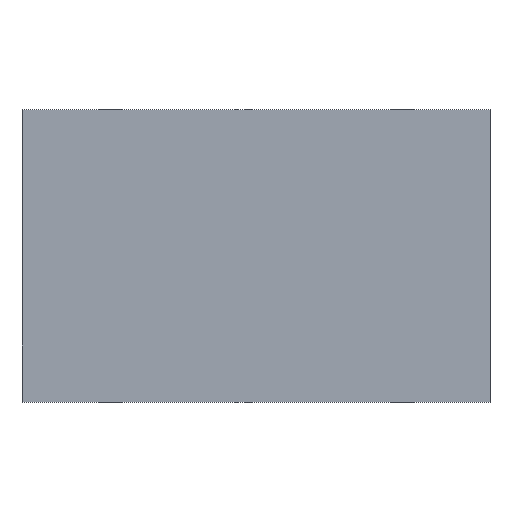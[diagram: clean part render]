
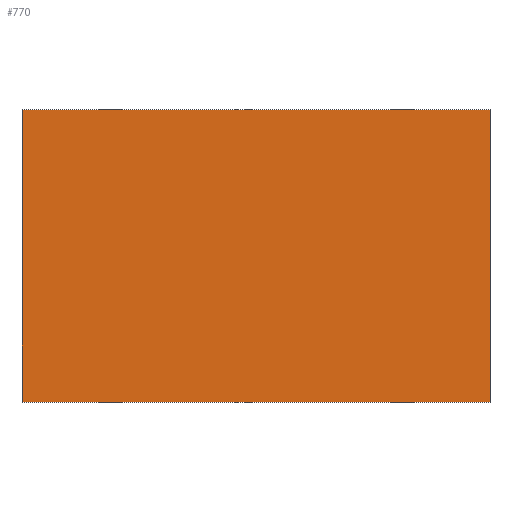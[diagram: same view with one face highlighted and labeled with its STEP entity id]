
A CAD part, top view. The second image highlights one B-rep face of the part: STEP entity #770.
In plain terms, the highlighted planar face has unit normal (0, 0, 1).
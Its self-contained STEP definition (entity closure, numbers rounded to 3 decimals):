
#640=CARTESIAN_POINT('',(-20.32,-12.7,12.3));
#641=VERTEX_POINT('',#640);
#642=CARTESIAN_POINT('',(-20.32,12.7,12.3));
#643=VERTEX_POINT('',#642);
#644=CARTESIAN_POINT('',(-20.32,-12.7,12.3));
#645=DIRECTION('',(0.0,1.0,0.0));
#646=VECTOR('',#645,25.4);
#647=LINE('',#644,#646);
#648=EDGE_CURVE('',#641,#643,#647,.T.);
#680=CARTESIAN_POINT('',(20.32,12.7,12.3));
#681=VERTEX_POINT('',#680);
#682=CARTESIAN_POINT('',(-20.32,12.7,12.3));
#683=DIRECTION('',(1.0,0.0,0.0));
#684=VECTOR('',#683,40.64);
#685=LINE('',#682,#684);
#686=EDGE_CURVE('',#643,#681,#685,.T.);
#711=CARTESIAN_POINT('',(20.32,-12.7,12.3));
#712=VERTEX_POINT('',#711);
#713=CARTESIAN_POINT('',(20.32,12.7,12.3));
#714=DIRECTION('',(0.0,-1.0,0.0));
#715=VECTOR('',#714,25.4);
#716=LINE('',#713,#715);
#717=EDGE_CURVE('',#681,#712,#716,.T.);
#742=CARTESIAN_POINT('',(20.32,-12.7,12.3));
#743=DIRECTION('',(-1.0,0.0,0.0));
#744=VECTOR('',#743,40.64);
#745=LINE('',#742,#744);
#746=EDGE_CURVE('',#712,#641,#745,.T.);
#759=CARTESIAN_POINT('',(0.,0.,12.3));
#760=DIRECTION('',(0.0,0.0,1.0));
#761=DIRECTION('',(-1.0,0.0,0.0));
#762=AXIS2_PLACEMENT_3D('',#759,#760,#761);
#763=PLANE('',#762);
#764=ORIENTED_EDGE('',*,*,#648,.F.);
#765=ORIENTED_EDGE('',*,*,#746,.F.);
#766=ORIENTED_EDGE('',*,*,#717,.F.);
#767=ORIENTED_EDGE('',*,*,#686,.F.);
#768=EDGE_LOOP('',(#764,#765,#766,#767));
#769=FACE_OUTER_BOUND('',#768,.T.);
#770=ADVANCED_FACE('',(#769),#763,.T.);
